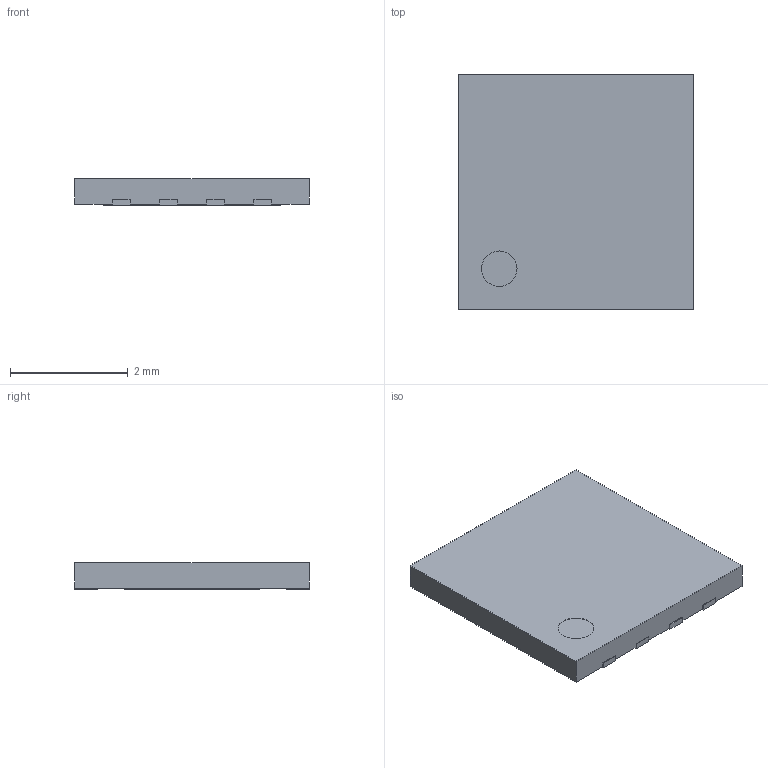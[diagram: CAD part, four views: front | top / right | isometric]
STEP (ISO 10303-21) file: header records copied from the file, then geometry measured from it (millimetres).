
FILE_DESCRIPTION(('FreeCAD Model'),'2;1');
FILE_NAME('XSON-8-1EP_4x4x0.8P_EP3x2.3.step','2021-05-06T15:02:00',('kicad StepUp') ,('ksu MCAD'),'Open CASCADE STEP processor 7.3','FreeCAD','Unknown');
FILE_SCHEMA(('AUTOMOTIVE_DESIGN { 1 0 10303 214 1 1 1 1 }'));
Length unit declared in the file: millimetre
Products named in the file (1): XSON-8-1EP_4x4x0.8P_EP3x2.3
Bounding box: 3.98 x 4 x 0.45 mm (x, y, z)
Volume: 7 mm3; surface area: 39 mm2
Topology: 1 solids, 1 shells, 62 faces, 174 edges, 116 vertices
Faces by surface type: plane 61, cylinder 1
Full cylindrical faces by diameter (mm): 0.6 x1
Entity records: 2408 total; most frequent: CARTESIAN_POINT 353, ORIENTED_EDGE 348, DIRECTION 302, EDGE_CURVE 174, LINE 172, VECTOR 172, VERTEX_POINT 116, AXIS2_PLACEMENT_3D 65
